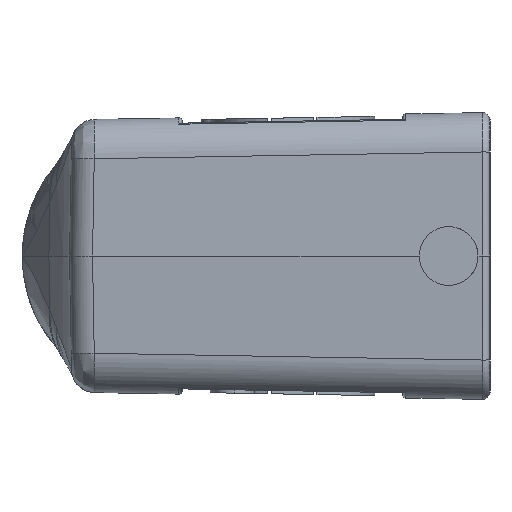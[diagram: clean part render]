
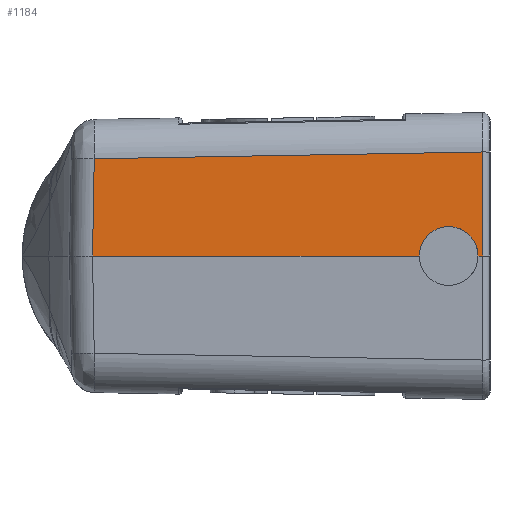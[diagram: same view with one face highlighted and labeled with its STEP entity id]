
A CAD part, left-side view. The second image highlights one B-rep face of the part: STEP entity #1184.
In plain terms, the highlighted planar face has unit normal (-1, 0.018, 0.017).
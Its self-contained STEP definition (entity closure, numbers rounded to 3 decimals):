
#323=B_SPLINE_CURVE_WITH_KNOTS('',3,(#14396,#14397,#14398,#14399),
 .UNSPECIFIED.,.F.,.F.,(4,4),(0.,1.),.UNSPECIFIED.);
#332=B_SPLINE_CURVE_WITH_KNOTS('',3,(#14445,#14446,#14447,#14448),
 .UNSPECIFIED.,.F.,.F.,(4,4),(0.,1.),.UNSPECIFIED.);
#399=B_SPLINE_CURVE_WITH_KNOTS('',3,(#16019,#16020,#16021,#16022,#16023,
#16024),.UNSPECIFIED.,.F.,.F.,(4,2,4),(0.,0.5,1.),.UNSPECIFIED.);
#400=B_SPLINE_CURVE_WITH_KNOTS('',3,(#16030,#16031,#16032,#16033),
 .UNSPECIFIED.,.F.,.F.,(4,4),(0.,1.),.UNSPECIFIED.);
#1184=ADVANCED_FACE('',(#1847),#1440,.T.);
#1440=PLANE('',#8171);
#1847=FACE_OUTER_BOUND('',#2323,.T.);
#2323=EDGE_LOOP('',(#4459,#4460,#4461,#4462,#4463,#4464,#4465));
#4459=ORIENTED_EDGE('',*,*,#6277,.F.);
#4460=ORIENTED_EDGE('',*,*,#6278,.T.);
#4461=ORIENTED_EDGE('',*,*,#6186,.T.);
#4462=ORIENTED_EDGE('',*,*,#6176,.F.);
#4463=ORIENTED_EDGE('',*,*,#6275,.F.);
#4464=ORIENTED_EDGE('',*,*,#6279,.T.);
#4465=ORIENTED_EDGE('',*,*,#6280,.F.);
#5148=VERTEX_POINT('',#14395);
#5149=VERTEX_POINT('',#14400);
#5153=VERTEX_POINT('',#14449);
#5195=VERTEX_POINT('',#16014);
#5197=VERTEX_POINT('',#16025);
#5198=VERTEX_POINT('',#16026);
#5199=VERTEX_POINT('',#16029);
#6176=EDGE_CURVE('',#5148,#5149,#323,.T.);
#6186=EDGE_CURVE('',#5153,#5149,#332,.T.);
#6275=EDGE_CURVE('',#5195,#5148,#6936,.T.);
#6277=EDGE_CURVE('',#5197,#5198,#399,.T.);
#6278=EDGE_CURVE('',#5197,#5153,#6938,.T.);
#6279=EDGE_CURVE('',#5195,#5199,#6939,.T.);
#6280=EDGE_CURVE('',#5198,#5199,#400,.T.);
#6936=LINE('',#16016,#7596);
#6938=LINE('',#16027,#7598);
#6939=LINE('',#16028,#7599);
#7596=VECTOR('',#9964,1.);
#7598=VECTOR('',#9968,1.);
#7599=VECTOR('',#9969,1.);
#8171=AXIS2_PLACEMENT_3D('',#16034,#9970,#9971);
#9964=DIRECTION('',(0.017,-0.017,1.));
#9968=DIRECTION('',(-0.017,-1.,0.));
#9969=DIRECTION('',(-0.017,-1.,0.));
#9970=DIRECTION('',(-1.,0.017,0.017));
#9971=DIRECTION('',(0.017,0.,1.));
#14395=CARTESIAN_POINT('',(-45.462,129.207,14.572));
#14396=CARTESIAN_POINT('',(-45.462,129.207,14.572));
#14397=CARTESIAN_POINT('',(-45.795,109.811,14.911));
#14398=CARTESIAN_POINT('',(-46.127,90.414,15.249));
#14399=CARTESIAN_POINT('',(-46.46,71.017,15.588));
#14400=CARTESIAN_POINT('',(-46.46,71.017,15.588));
#14445=CARTESIAN_POINT('',(-46.732,71.017,0.));
#14446=CARTESIAN_POINT('',(-46.642,71.017,5.196));
#14447=CARTESIAN_POINT('',(-46.551,71.017,10.392));
#14448=CARTESIAN_POINT('',(-46.46,71.017,15.588));
#14449=CARTESIAN_POINT('',(-46.732,71.017,0.));
#16014=CARTESIAN_POINT('',(-45.712,129.462,0.));
#16016=CARTESIAN_POINT('',(-45.712,129.462,0.));
#16019=CARTESIAN_POINT('',(-46.72,71.7,0.));
#16020=CARTESIAN_POINT('',(-46.707,71.7,0.784));
#16021=CARTESIAN_POINT('',(-46.681,71.914,2.037));
#16022=CARTESIAN_POINT('',(-46.606,74.063,4.186));
#16023=CARTESIAN_POINT('',(-46.58,75.316,4.4));
#16024=CARTESIAN_POINT('',(-46.567,76.1,4.4));
#16025=CARTESIAN_POINT('',(-46.72,71.7,0.));
#16026=CARTESIAN_POINT('',(-46.567,76.1,4.4));
#16027=CARTESIAN_POINT('',(-46.72,71.7,0.));
#16028=CARTESIAN_POINT('',(-45.712,129.462,0.));
#16029=CARTESIAN_POINT('',(-46.567,80.5,0.));
#16030=CARTESIAN_POINT('',(-46.567,76.1,4.4));
#16031=CARTESIAN_POINT('',(-46.524,78.53,4.4));
#16032=CARTESIAN_POINT('',(-46.524,80.5,2.43));
#16033=CARTESIAN_POINT('',(-46.567,80.5,0.));
#16034=CARTESIAN_POINT('',(-46.333,70.,23.912));
